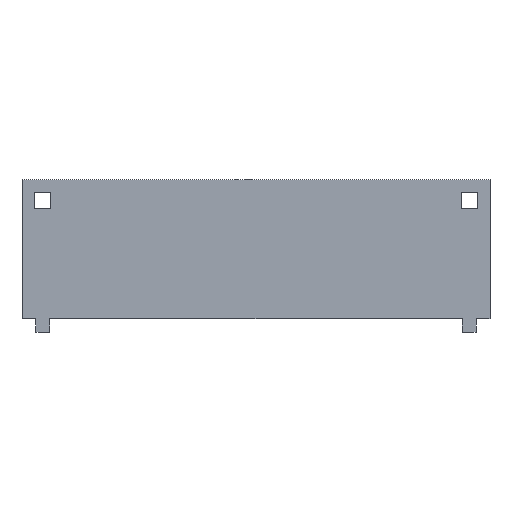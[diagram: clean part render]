
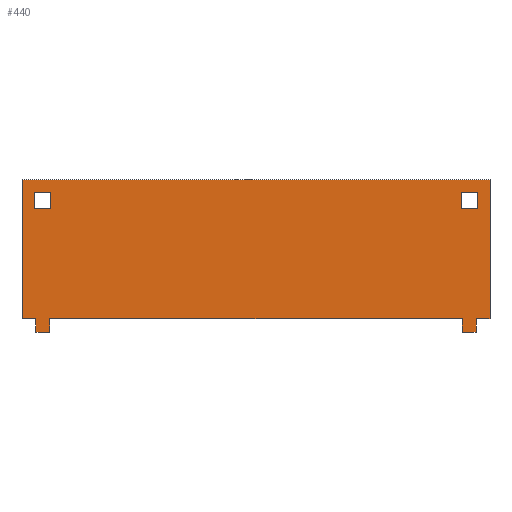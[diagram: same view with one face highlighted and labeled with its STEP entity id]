
A CAD part, top view. The second image highlights one B-rep face of the part: STEP entity #440.
In plain terms, the highlighted planar face has unit normal (0, 0, 1).
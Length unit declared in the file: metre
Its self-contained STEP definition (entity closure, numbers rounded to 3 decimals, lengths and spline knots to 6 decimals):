
#68=ORIENTED_EDGE('',*,*,#162,.F.);
#69=ORIENTED_EDGE('',*,*,#166,.F.);
#70=ORIENTED_EDGE('',*,*,#169,.T.);
#71=ORIENTED_EDGE('',*,*,#173,.T.);
#72=ORIENTED_EDGE('',*,*,#152,.T.);
#73=ORIENTED_EDGE('',*,*,#156,.T.);
#74=ORIENTED_EDGE('',*,*,#159,.F.);
#75=ORIENTED_EDGE('',*,*,#171,.F.);
#76=ORIENTED_EDGE('',*,*,#142,.F.);
#77=ORIENTED_EDGE('',*,*,#145,.T.);
#78=ORIENTED_EDGE('',*,*,#133,.T.);
#79=ORIENTED_EDGE('',*,*,#176,.F.);
#80=ORIENTED_EDGE('',*,*,#177,.T.);
#81=ORIENTED_EDGE('',*,*,#178,.T.);
#82=ORIENTED_EDGE('',*,*,#136,.T.);
#83=ORIENTED_EDGE('',*,*,#179,.F.);
#84=ORIENTED_EDGE('',*,*,#180,.T.);
#85=ORIENTED_EDGE('',*,*,#181,.T.);
#86=ORIENTED_EDGE('',*,*,#146,.T.);
#87=ORIENTED_EDGE('',*,*,#175,.F.);
#133=EDGE_CURVE('',#194,#192,#233,.T.);
#136=EDGE_CURVE('',#196,#197,#236,.T.);
#142=EDGE_CURVE('',#202,#203,#242,.T.);
#145=EDGE_CURVE('',#202,#194,#245,.T.);
#146=EDGE_CURVE('',#204,#205,#246,.T.);
#152=EDGE_CURVE('',#211,#210,#252,.T.);
#156=EDGE_CURVE('',#210,#213,#256,.T.);
#159=EDGE_CURVE('',#215,#213,#259,.T.);
#162=EDGE_CURVE('',#218,#219,#262,.T.);
#166=EDGE_CURVE('',#221,#218,#266,.T.);
#169=EDGE_CURVE('',#221,#223,#269,.T.);
#171=EDGE_CURVE('',#211,#215,#271,.T.);
#173=EDGE_CURVE('',#223,#219,#273,.T.);
#175=EDGE_CURVE('',#203,#205,#275,.T.);
#176=EDGE_CURVE('',#224,#192,#276,.T.);
#177=EDGE_CURVE('',#224,#225,#277,.T.);
#178=EDGE_CURVE('',#225,#196,#278,.T.);
#179=EDGE_CURVE('',#226,#197,#279,.T.);
#180=EDGE_CURVE('',#226,#227,#280,.T.);
#181=EDGE_CURVE('',#227,#204,#281,.T.);
#192=VERTEX_POINT('',#592);
#194=VERTEX_POINT('',#595);
#196=VERTEX_POINT('',#601);
#197=VERTEX_POINT('',#602);
#202=VERTEX_POINT('',#613);
#203=VERTEX_POINT('',#615);
#204=VERTEX_POINT('',#622);
#205=VERTEX_POINT('',#623);
#210=VERTEX_POINT('',#634);
#211=VERTEX_POINT('',#636);
#213=VERTEX_POINT('',#642);
#215=VERTEX_POINT('',#648);
#218=VERTEX_POINT('',#655);
#219=VERTEX_POINT('',#657);
#221=VERTEX_POINT('',#663);
#223=VERTEX_POINT('',#669);
#224=VERTEX_POINT('',#682);
#225=VERTEX_POINT('',#684);
#226=VERTEX_POINT('',#687);
#227=VERTEX_POINT('',#689);
#233=LINE('',#594,#293);
#236=LINE('',#600,#296);
#242=LINE('',#614,#302);
#245=LINE('',#619,#305);
#246=LINE('',#621,#306);
#252=LINE('',#635,#312);
#256=LINE('',#643,#316);
#259=LINE('',#649,#319);
#262=LINE('',#656,#322);
#266=LINE('',#664,#326);
#269=LINE('',#670,#329);
#271=LINE('',#673,#331);
#273=LINE('',#676,#333);
#275=LINE('',#679,#335);
#276=LINE('',#681,#336);
#277=LINE('',#683,#337);
#278=LINE('',#685,#338);
#279=LINE('',#686,#339);
#280=LINE('',#688,#340);
#281=LINE('',#690,#341);
#293=VECTOR('',#488,1.);
#296=VECTOR('',#493,1.);
#302=VECTOR('',#501,1.);
#305=VECTOR('',#506,1.);
#306=VECTOR('',#509,1.);
#312=VECTOR('',#517,1.);
#316=VECTOR('',#523,1.);
#319=VECTOR('',#528,1.);
#322=VECTOR('',#533,1.);
#326=VECTOR('',#539,1.);
#329=VECTOR('',#544,1.);
#331=VECTOR('',#548,1.);
#333=VECTOR('',#552,1.);
#335=VECTOR('',#556,1.);
#336=VECTOR('',#559,1.);
#337=VECTOR('',#560,1.);
#338=VECTOR('',#561,1.);
#339=VECTOR('',#562,1.);
#340=VECTOR('',#563,1.);
#341=VECTOR('',#564,1.);
#366=EDGE_LOOP('',(#68,#69,#70,#71));
#367=EDGE_LOOP('',(#72,#73,#74,#75));
#368=EDGE_LOOP('',(#76,#77,#78,#79,#80,#81,#82,#83,#84,#85,#86,#87));
#392=FACE_BOUND('',#366,.T.);
#393=FACE_BOUND('',#367,.T.);
#394=FACE_BOUND('',#368,.T.);
#418=PLANE('',#475);
#440=ADVANCED_FACE('',(#392,#393,#394),#418,.T.);
#475=AXIS2_PLACEMENT_3D('',#680,#557,#558);
#488=DIRECTION('',(1.,0.,0.));
#493=DIRECTION('',(1.,0.,0.));
#501=DIRECTION('',(1.,0.,0.));
#506=DIRECTION('',(0.,-1.,0.));
#509=DIRECTION('',(1.,0.,0.));
#517=DIRECTION('',(1.,0.,0.));
#523=DIRECTION('',(0.,-1.,0.));
#528=DIRECTION('',(1.,0.,0.));
#533=DIRECTION('',(1.,0.,0.));
#539=DIRECTION('',(0.,-1.,0.));
#544=DIRECTION('',(1.,0.,0.));
#548=DIRECTION('',(0.,-1.,0.));
#552=DIRECTION('',(0.,-1.,0.));
#556=DIRECTION('',(0.,-1.,0.));
#557=DIRECTION('',(0.,0.,1.));
#558=DIRECTION('',(1.,0.,0.));
#559=DIRECTION('',(0.,1.,0.));
#560=DIRECTION('',(1.,0.,0.));
#561=DIRECTION('',(0.,1.,0.));
#562=DIRECTION('',(0.,1.,0.));
#563=DIRECTION('',(1.,0.,0.));
#564=DIRECTION('',(0.,1.,0.));
#592=CARTESIAN_POINT('',(-0.0475,-0.027,0.0465));
#594=CARTESIAN_POINT('',(0.,-0.027,0.0465));
#595=CARTESIAN_POINT('',(-0.0505,-0.027,0.0465));
#600=CARTESIAN_POINT('',(0.,-0.027,0.0465));
#601=CARTESIAN_POINT('',(-0.0445,-0.027,0.0465));
#602=CARTESIAN_POINT('',(0.0445,-0.027,0.0465));
#613=CARTESIAN_POINT('',(-0.0505,0.003,0.0465));
#614=CARTESIAN_POINT('',(0.,0.003,0.0465));
#615=CARTESIAN_POINT('',(0.0505,0.003,0.0465));
#619=CARTESIAN_POINT('',(-0.0505,-0.012,0.0465));
#621=CARTESIAN_POINT('',(0.,-0.027,0.0465));
#622=CARTESIAN_POINT('',(0.0475,-0.027,0.0465));
#623=CARTESIAN_POINT('',(0.0505,-0.027,0.0465));
#634=CARTESIAN_POINT('',(-0.04425,0.00025,0.0465));
#635=CARTESIAN_POINT('',(-0.046,0.00025,0.0465));
#636=CARTESIAN_POINT('',(-0.04775,0.00025,0.0465));
#642=CARTESIAN_POINT('',(-0.04425,-0.00325,0.0465));
#643=CARTESIAN_POINT('',(-0.04425,-0.0015,0.0465));
#648=CARTESIAN_POINT('',(-0.04775,-0.00325,0.0465));
#649=CARTESIAN_POINT('',(-0.046,-0.00325,0.0465));
#655=CARTESIAN_POINT('',(0.04425,-0.00325,0.0465));
#656=CARTESIAN_POINT('',(0.046,-0.00325,0.0465));
#657=CARTESIAN_POINT('',(0.04775,-0.00325,0.0465));
#663=CARTESIAN_POINT('',(0.04425,0.00025,0.0465));
#664=CARTESIAN_POINT('',(0.04425,-0.0015,0.0465));
#669=CARTESIAN_POINT('',(0.04775,0.00025,0.0465));
#670=CARTESIAN_POINT('',(0.046,0.00025,0.0465));
#673=CARTESIAN_POINT('',(-0.04775,-0.0015,0.0465));
#676=CARTESIAN_POINT('',(0.04775,-0.0015,0.0465));
#679=CARTESIAN_POINT('',(0.0505,-0.012,0.0465));
#680=CARTESIAN_POINT('',(0.,-0.012,0.0465));
#681=CARTESIAN_POINT('',(-0.0475,-0.03,0.0465));
#682=CARTESIAN_POINT('',(-0.0475,-0.03,0.0465));
#683=CARTESIAN_POINT('',(0.,-0.03,0.0465));
#684=CARTESIAN_POINT('',(-0.0445,-0.03,0.0465));
#685=CARTESIAN_POINT('',(-0.0445,-0.03,0.0465));
#686=CARTESIAN_POINT('',(0.0445,-0.03,0.0465));
#687=CARTESIAN_POINT('',(0.0445,-0.03,0.0465));
#688=CARTESIAN_POINT('',(0.,-0.03,0.0465));
#689=CARTESIAN_POINT('',(0.0475,-0.03,0.0465));
#690=CARTESIAN_POINT('',(0.0475,-0.03,0.0465));
